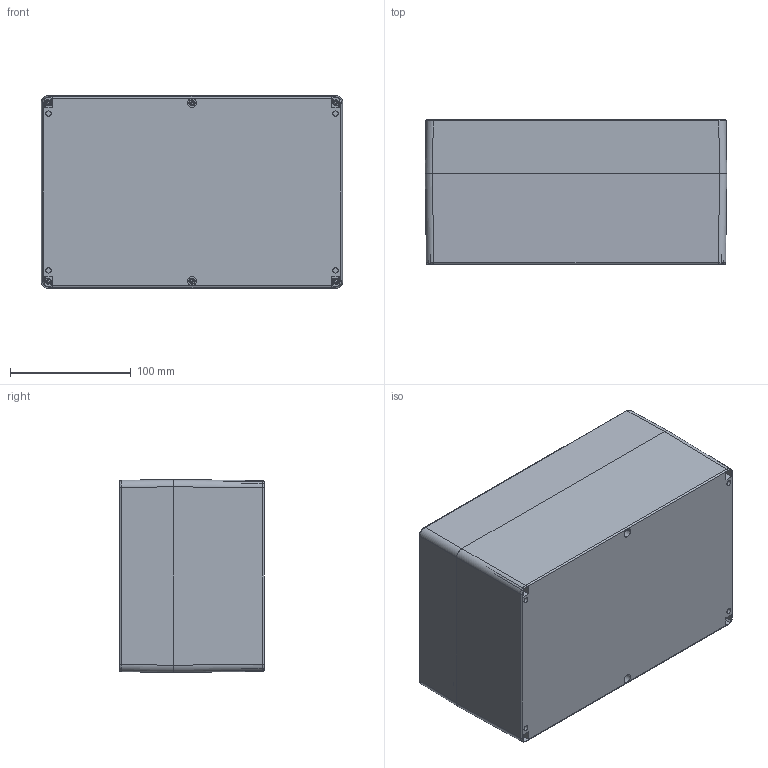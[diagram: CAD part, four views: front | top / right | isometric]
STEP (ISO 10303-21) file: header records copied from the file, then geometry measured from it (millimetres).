
FILE_DESCRIPTION((''),'2;1');
FILE_NAME('CT-911_ASM','2010-09-14T',('M.Fehring'),(''),'PRO/ENGINEER BY PARAMETRIC TECHNOLOGY CORPORATION, 2005070','PRO/ENGINEER BY PARAMETRIC TECHNOLOGY CORPORATION, 2005070','');
FILE_SCHEMA(('AUTOMOTIVE_DESIGN_CC2 { 1 2 10303 214 -1 1 5 2 }'));
Length unit declared in the file: millimetre
Products named in the file (6): CT-901_CT-911_UNTERTEIL; CT-911_DECKEL; 9501088000_001; 9266001000; 9501088000_ASM; CT-911_ASM
Assembly tree (10 placements, depth 3):
  CT-911_ASM
    CT-901_CT-911_UNTERTEIL
    CT-911_DECKEL
    9501088000_ASM  x6
      9501088000_001
      9266001000
Bounding box: 250 x 120 x 160 mm (x, y, z)
Volume: 631971.7 mm3; surface area: 388346.2 mm2
Topology: 14 solids, 14 shells, 881 faces, 2356 edges, 1522 vertices
Faces by surface type: plane 425, cylinder 240, cone 112, bspline 68, torus 24, sphere 12
Entity records: 26883 total; most frequent: CARTESIAN_POINT 7353, DIRECTION 3092, ORIENTED_EDGE 3088, PRESENTATION_STYLE_ASSIGNMENT 1548, STYLED_ITEM 1548, CURVE_STYLE 1544, EDGE_CURVE 1544, AXIS2_PLACEMENT_3D 1105
